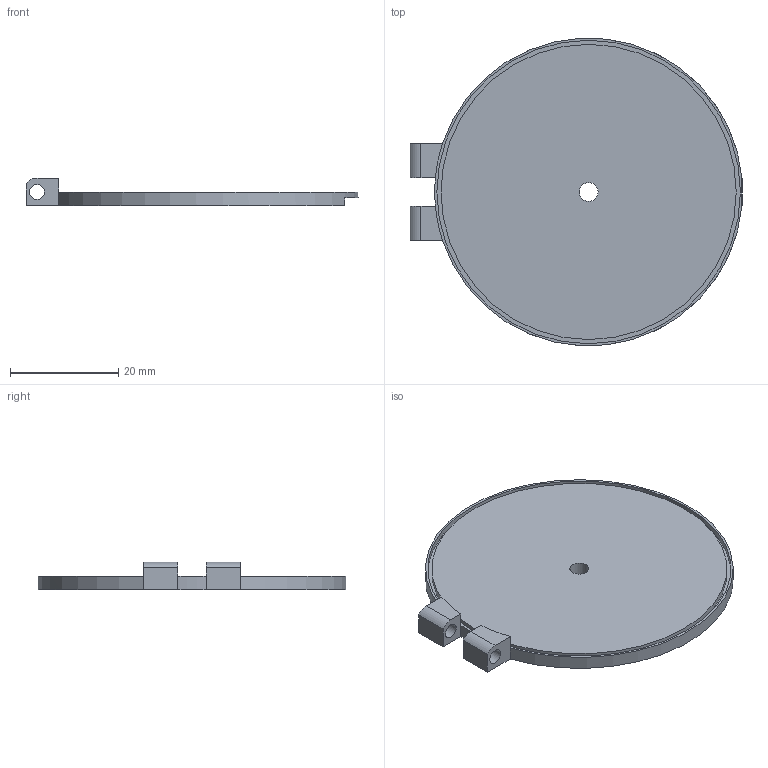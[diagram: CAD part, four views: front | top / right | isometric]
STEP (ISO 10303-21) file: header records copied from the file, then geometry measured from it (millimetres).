
FILE_DESCRIPTION(/* description */ (''),/* implementation_level */ '2;1');
FILE_NAME(/* name */ 'Knob Lock - Base.step',/* time_stamp */ '2025-09-01T00:42:12-04:00',/* author */ (''),/* organization */ (''),/* preprocessor_version */ 'ST-DEVELOPER v20.1',/* originating_system */ 'Autodesk Translation Framework v14.4.0.0',/* authorisation */ '');
FILE_SCHEMA (('AUTOMOTIVE_DESIGN { 1 0 10303 214 3 1 1 }'));
Length unit declared in the file: inch
Products named in the file (1): Knob Lock
Bounding box: 61.47 x 56.92 x 5.08 mm (x, y, z)
Volume: 6413.6 mm3; surface area: 6295.1 mm2
Topology: 1 solids, 1 shells, 25 faces, 59 edges, 38 vertices
Faces by surface type: plane 14, cylinder 11
Full cylindrical faces by diameter (mm): 2.794 x2, 3.5 x1, 54.663 x1, 56.187 x1
Entity records: 772 total; most frequent: DIRECTION 135, CARTESIAN_POINT 123, ORIENTED_EDGE 118, EDGE_CURVE 59, AXIS2_PLACEMENT_3D 50, VERTEX_POINT 38, LINE 35, VECTOR 35
